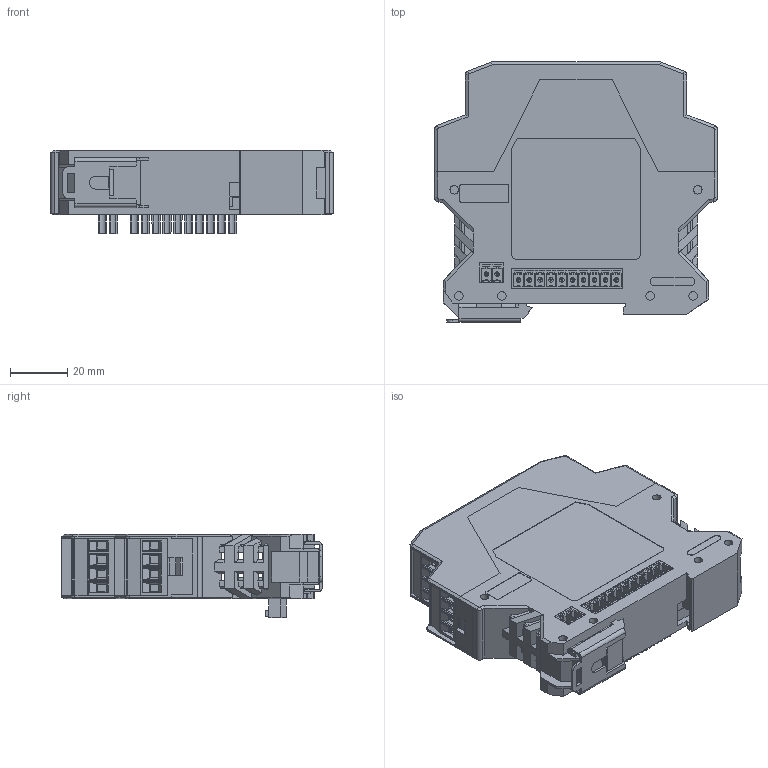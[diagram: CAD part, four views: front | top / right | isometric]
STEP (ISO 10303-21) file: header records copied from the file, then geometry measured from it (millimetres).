
FILE_DESCRIPTION(/* description */ ('Lucon Slave'),/* implementation_level */ '2;1');
FILE_NAME(/* name */ 'Lucon_2_Master',/* time_stamp */ '2022-08-26T13:16:03+02:00',/* author */ (''),/* organization */ ('GEFASOFT Automatisierung und Software GmbH'),/* preprocessor_version */ 'ST-DEVELOPER v16.7',/* originating_system */ 'Solid Edge',/* authorisation */ 'Unknown');
FILE_SCHEMA (('AUTOMOTIVE_DESIGN {1 0 10303 214 3 1 1}'));
Products named in the file (9): Lucon_2_Master; Platine; 2907774_KMGY; 2907787_KMGY; A6RV_161RF; J0011D01BNL_3D; Gehäuseoberteil_Master; Gehäuseunterteil; Stecker
Assembly tree (13 placements, depth 2):
  Lucon_2_Master
    Platine
    2907774_KMGY  x2
    2907787_KMGY  x2
    A6RV_161RF
    J0011D01BNL_3D
    Gehäuseoberteil_Master
    Gehäuseunterteil
    Stecker  x4
Bounding box: 99 x 91.15 x 29.1 mm (x, y, z)
Volume: 78689.9 mm3; surface area: 89300.1 mm2
Topology: 13 solids, 15 shells, 4303 faces, 11704 edges, 7657 vertices
Faces by surface type: plane 3535, cylinder 716, cone 40, bspline 12
Full cylindrical faces by diameter (mm): 0.3 x40, 0.889 x8, 0.9 x5, 1.016 x4, 1.3 x4, 1.4 x48, 1.6 x24, 2.8 x32, 3 x12, 3.2 x2, 3.796 x16, 4 x17, 4.2 x1, 5 x1
Entity records: 101801 total; most frequent: CARTESIAN_POINT 17035, ORIENTED_EDGE 16290, DIRECTION 15348, EDGE_CURVE 8145, LINE 6968, VECTOR 6968, VERTEX_POINT 5421, AXIS2_PLACEMENT_3D 4190
